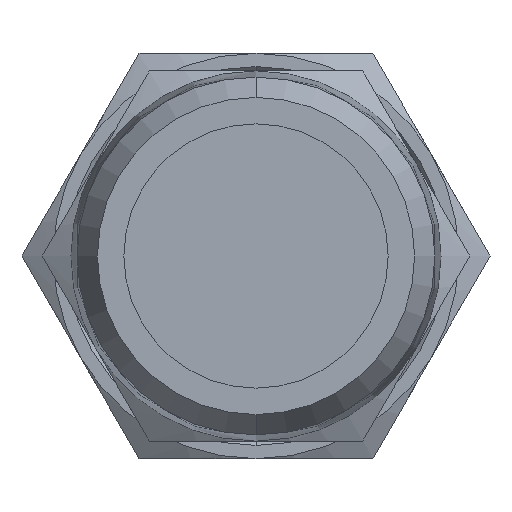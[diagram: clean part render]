
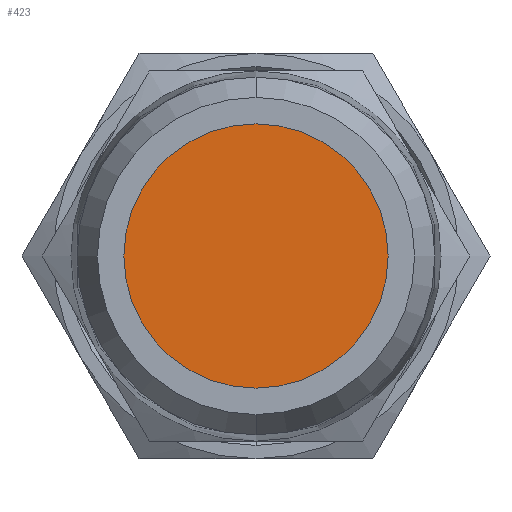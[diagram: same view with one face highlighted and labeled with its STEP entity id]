
A CAD part, front view. The second image highlights one B-rep face of the part: STEP entity #423.
In plain terms, the highlighted planar face has unit normal (0, -1, 0).
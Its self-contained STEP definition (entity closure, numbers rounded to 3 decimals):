
#207 = EDGE_LOOP ( 'NONE', ( #2248, #2249 ) ) ;
#268 = VERTEX_POINT ( 'NONE', #1568 ) ;
#269 = VERTEX_POINT ( 'NONE', #1569 ) ;
#383 = FACE_OUTER_BOUND ( 'NONE', #207, .T. ) ;
#423 = ADVANCED_FACE ( 'NONE', ( #383 ), #2040, .F. ) ;
#592 = CARTESIAN_POINT ( 'NONE',  ( 0., 1.144, 0. ) ) ;
#593 = DIRECTION ( 'NONE',  ( 0., 1., 0. ) ) ;
#594 = DIRECTION ( 'NONE',  ( 0., 0., 1. ) ) ;
#614 = CARTESIAN_POINT ( 'NONE',  ( 0., 1.144, 0. ) ) ;
#615 = DIRECTION ( 'NONE',  ( 0., 1., 0. ) ) ;
#616 = DIRECTION ( 'NONE',  ( 0., 0., 1. ) ) ;
#1083 = EDGE_CURVE ( 'NONE', #268, #269, #1738, .T. ) ;
#1091 = EDGE_CURVE ( 'NONE', #269, #268, #1751, .T. ) ;
#1568 = CARTESIAN_POINT ( 'NONE',  ( 7.5, 1.144, 0. ) ) ;
#1569 = CARTESIAN_POINT ( 'NONE',  ( -7.5, 1.144, 0. ) ) ;
#1738 = CIRCLE ( 'NONE', #2535, 7.5 ) ;
#1751 = CIRCLE ( 'NONE', #2540, 7.5 ) ;
#2040 = PLANE ( 'NONE',  #2429 ) ;
#2048 = CARTESIAN_POINT ( 'NONE',  ( 0., 1.144, 0. ) ) ;
#2049 = DIRECTION ( 'NONE',  ( 0., 1., 0. ) ) ;
#2050 = DIRECTION ( 'NONE',  ( 0., 0., 1. ) ) ;
#2248 = ORIENTED_EDGE ( 'NONE', *, *, #1091, .F. ) ;
#2249 = ORIENTED_EDGE ( 'NONE', *, *, #1083, .F. ) ;
#2429 = AXIS2_PLACEMENT_3D ( 'NONE', #2048, #2049, #2050 ) ;
#2535 = AXIS2_PLACEMENT_3D ( 'NONE', #592, #593, #594 ) ;
#2540 = AXIS2_PLACEMENT_3D ( 'NONE', #614, #615, #616 ) ;
